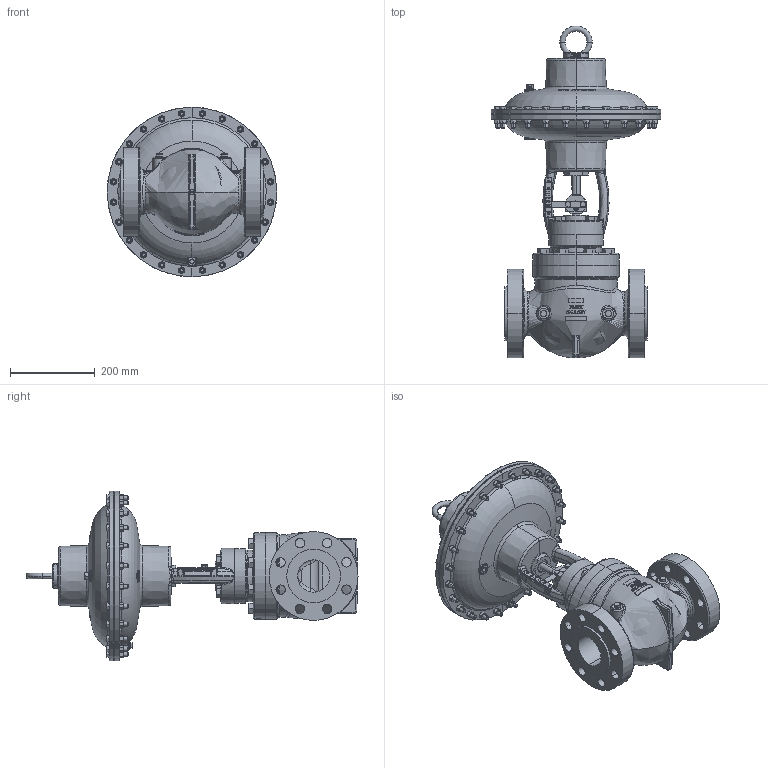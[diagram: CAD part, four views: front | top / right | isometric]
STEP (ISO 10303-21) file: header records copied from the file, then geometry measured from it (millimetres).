
FILE_DESCRIPTION (( 'STEP AP203' ), '1' );
FILE_NAME ('3 INCH HPMV PB 600RF (EFU).step', '2014-01-24T17:05:33', ( 'PCTech' ), ( 'Microsoft' ), 'SwSTEP 2.0', 'SolidWorks 2013', '' );
FILE_SCHEMA (( 'CONFIG_CONTROL_DESIGN' ));
Length unit declared in the file: inch
Products named in the file (1): 3 INCH HPMV PB 600RF (EFU)
Bounding box: 400.05 x 783.51 x 400.05 mm (x, y, z)
Volume: 20573365.2 mm3; surface area: 1767139.5 mm2
Topology: 73 solids, 73 shells, 3929 faces, 9503 edges, 5939 vertices
Faces by surface type: plane 1725, bspline 772, cone 703, cylinder 471, torus 212, sphere 46
Entity records: 279666 total; most frequent: CARTESIAN_POINT 195477, ORIENTED_EDGE 18934, DIRECTION 14844, EDGE_CURVE 9467, VERTEX_POINT 5939, AXIS2_PLACEMENT_3D 5577, EDGE_LOOP 4222, ADVANCED_FACE 3929
